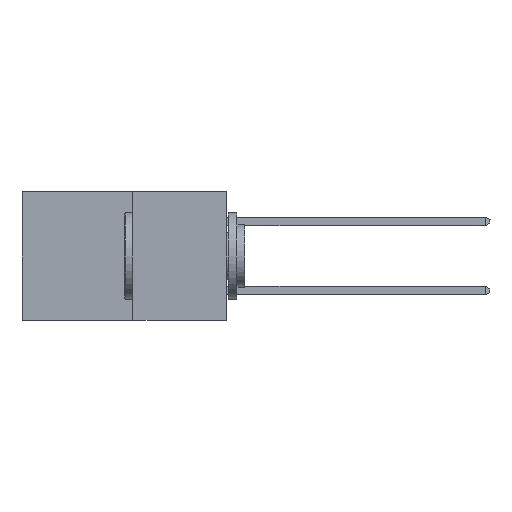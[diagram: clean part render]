
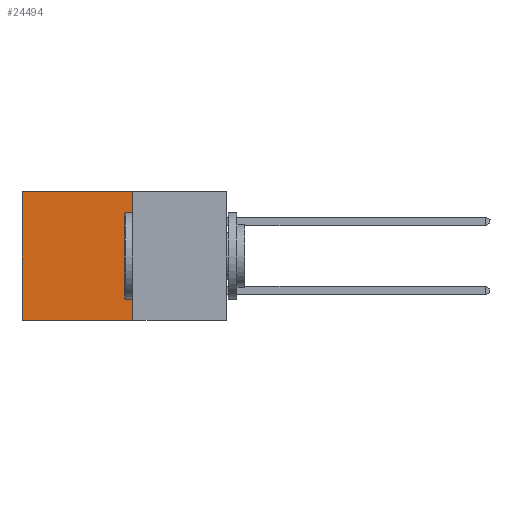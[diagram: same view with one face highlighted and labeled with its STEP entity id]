
A CAD part, left-side view. The second image highlights one B-rep face of the part: STEP entity #24494.
In plain terms, the highlighted planar face has unit normal (-1, 0, 0).
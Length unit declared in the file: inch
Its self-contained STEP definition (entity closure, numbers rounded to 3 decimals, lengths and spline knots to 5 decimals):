
#89 = CARTESIAN_POINT ( 'NONE',  ( 0.277, 0.59, -0.37 ) ) ;
#633 = VECTOR ( 'NONE', #7137, 39.37008 ) ;
#1361 = VECTOR ( 'NONE', #18230, 39.37008 ) ;
#1791 = DIRECTION ( 'NONE',  ( 0., 1., 0. ) ) ;
#1823 = CARTESIAN_POINT ( 'NONE',  ( 0.277, 0.59, -0.37 ) ) ;
#2188 = CARTESIAN_POINT ( 'NONE',  ( 0.277, 0.27, 0. ) ) ;
#2636 = CARTESIAN_POINT ( 'NONE',  ( 0.277, 0.27, -0.37 ) ) ;
#2878 = AXIS2_PLACEMENT_3D ( 'NONE', #2636, #4630, #18468 ) ;
#3809 = EDGE_CURVE ( 'NONE', #11692, #9359, #16550, .T. ) ;
#4077 = VECTOR ( 'NONE', #19599, 39.37008 ) ;
#4310 = VERTEX_POINT ( 'NONE', #7114 ) ;
#4630 = DIRECTION ( 'NONE',  ( 1., 0., 0. ) ) ;
#4760 = VERTEX_POINT ( 'NONE', #89 ) ;
#5708 = EDGE_CURVE ( 'NONE', #11692, #4310, #8692, .T. ) ;
#7114 = CARTESIAN_POINT ( 'NONE',  ( 0.277, 0.59, 0. ) ) ;
#7137 = DIRECTION ( 'NONE',  ( 0., 1., 0. ) ) ;
#8125 = ORIENTED_EDGE ( 'NONE', *, *, #5708, .T. ) ;
#8692 = LINE ( 'NONE', #2188, #13353 ) ;
#9326 = FACE_OUTER_BOUND ( 'NONE', #23683, .T. ) ;
#9359 = VERTEX_POINT ( 'NONE', #18400 ) ;
#11182 = EDGE_CURVE ( 'NONE', #4310, #4760, #24267, .T. ) ;
#11388 = CARTESIAN_POINT ( 'NONE',  ( 0.277, 0.27, 0. ) ) ;
#11600 = EDGE_CURVE ( 'NONE', #9359, #4760, #16421, .T. ) ;
#11692 = VERTEX_POINT ( 'NONE', #11388 ) ;
#13353 = VECTOR ( 'NONE', #1791, 39.37008 ) ;
#14540 = PLANE ( 'NONE',  #2878 ) ;
#16421 = LINE ( 'NONE', #16967, #633 ) ;
#16540 = ORIENTED_EDGE ( 'NONE', *, *, #3809, .F. ) ;
#16550 = LINE ( 'NONE', #18346, #1361 ) ;
#16967 = CARTESIAN_POINT ( 'NONE',  ( 0.277, 0.27, -0.37 ) ) ;
#18227 = ORIENTED_EDGE ( 'NONE', *, *, #11600, .F. ) ;
#18230 = DIRECTION ( 'NONE',  ( 0., 0., -1. ) ) ;
#18346 = CARTESIAN_POINT ( 'NONE',  ( 0.277, 0.27, -0.37 ) ) ;
#18400 = CARTESIAN_POINT ( 'NONE',  ( 0.277, 0.27, -0.37 ) ) ;
#18468 = DIRECTION ( 'NONE',  ( 0., 0., -1. ) ) ;
#19599 = DIRECTION ( 'NONE',  ( 0., 0., -1. ) ) ;
#21374 = ORIENTED_EDGE ( 'NONE', *, *, #11182, .T. ) ;
#23683 = EDGE_LOOP ( 'NONE', ( #21374, #18227, #16540, #8125 ) ) ;
#24267 = LINE ( 'NONE', #1823, #4077 ) ;
#24494 = ADVANCED_FACE ( 'NONE', ( #9326 ), #14540, .F. ) ;
